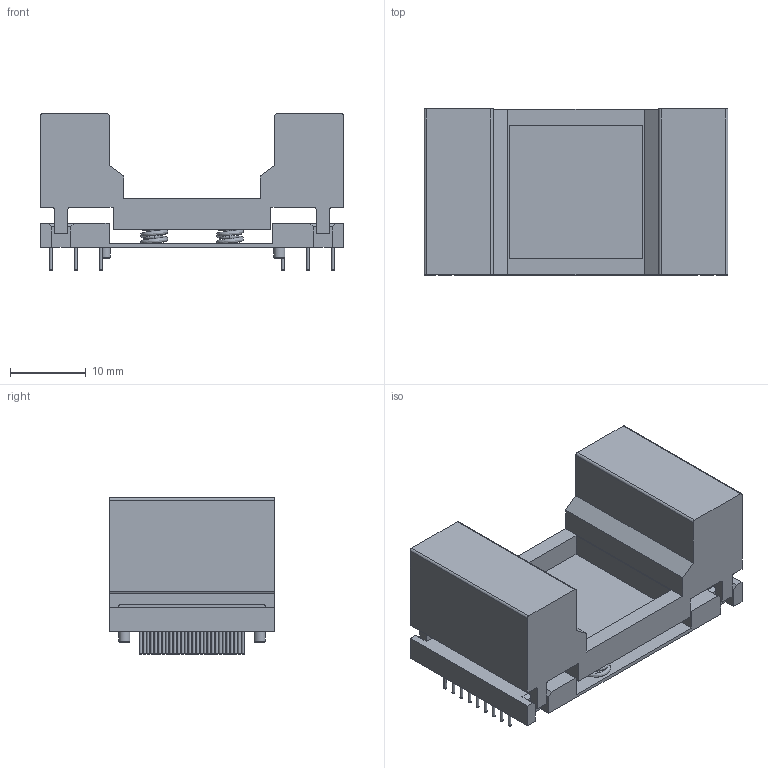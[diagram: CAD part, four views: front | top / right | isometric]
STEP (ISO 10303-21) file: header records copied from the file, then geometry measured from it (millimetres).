
FILE_DESCRIPTION(('FreeCAD Model'),'2;1');
FILE_NAME('Open CASCADE Shape Model','2022-08-04T17:52:28',(''),(''), 'Open CASCADE STEP processor 7.5','FreeCAD','Unknown');
FILE_SCHEMA(('AUTOMOTIVE_DESIGN { 1 0 10303 214 1 1 1 1 }'));
Length unit declared in the file: millimetre
Products named in the file (18): IC191_0562; Socket Body; Top Carrier; Bottom Plate; Pin001; Array; Pin Body; Pin002; Array001; Pin Body001; Pin003; Pin Body002; Pin004; Pin Body003; Part005; Body006; Part006; Body007
Assembly tree (69 placements, depth 4):
  IC191_0562
    Socket Body
      Top Carrier
      Bottom Plate
    Pin001
      Array
        Pin Body  x27
    Pin002
      Array001
        Pin Body001  x27
    Pin003
      Pin Body002
    Pin004
      Pin Body003
    Part005
      Body006
    Part006
      Body007
Bounding box: 40 x 21.85 x 20.6 mm (x, y, z)
Volume: 7804.8 mm3; surface area: 6517.6 mm2
Topology: 60 solids, 60 shells, 385 faces, 660 edges, 398 vertices
Faces by surface type: plane 195, cylinder 126, torus 56, bspline 6, cone 2
Full cylindrical faces by diameter (mm): 0.4 x112, 1.5 x2
Entity records: 10033 total; most frequent: CARTESIAN_POINT 3337, DIRECTION 1234, LINE 732, VECTOR 732, ORIENTED_EDGE 592, PCURVE 592, DEFINITIONAL_REPRESENTATION 592, EDGE_CURVE 296
